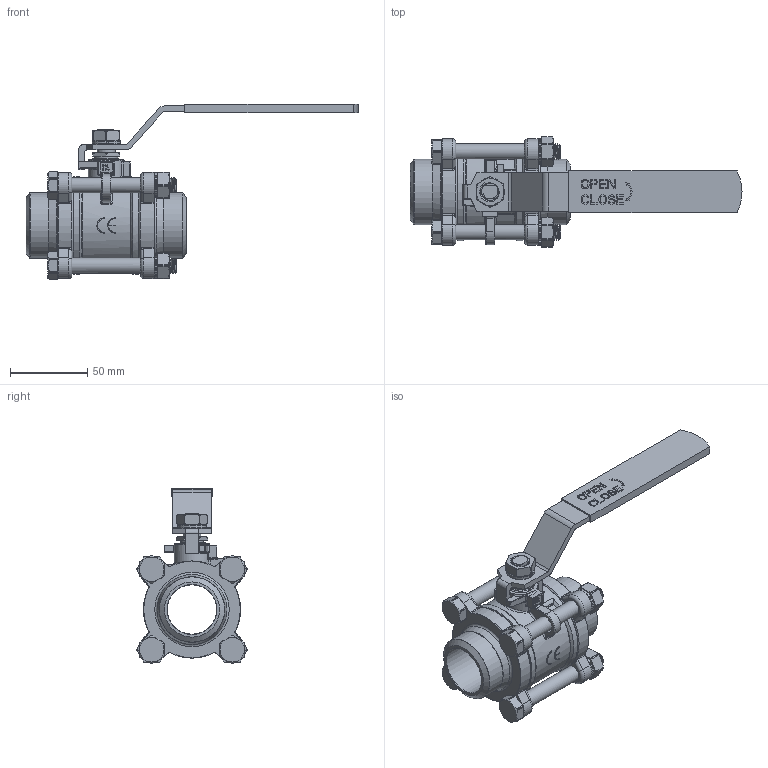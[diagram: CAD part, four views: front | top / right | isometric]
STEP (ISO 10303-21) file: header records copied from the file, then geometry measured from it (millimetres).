
FILE_DESCRIPTION((''),'2;1');
FILE_NAME('913-32.stp','2012-04-16T12:47:35',('gkl'),(''),'Autodesk Inventor 2012','Autodesk Inventor 2012','');
FILE_SCHEMA(('AUTOMOTIVE_DESIGN { 1 0 10303 214 1 1 1 1 }'));
Length unit declared in the file: millimetre
Products named in the file (1): 9132zh-3_asm
Bounding box: 215.3 x 71.4 x 113.64 mm (x, y, z)
Volume: 223735.2 mm3; surface area: 123161.5 mm2
Topology: 29 solids, 29 shells, 1747 faces, 4880 edges, 3237 vertices
Faces by surface type: plane 924, cylinder 454, bspline 187, torus 112, cone 42, sphere 28
Full cylindrical faces by diameter (mm): 10 x44, 10.5 x8, 11.5 x5, 12 x2, 14.3 x2, 14.5 x1, 14.848 x1, 16.2 x2, 16.32 x5, 32 x2, 32.1 x3, 42.5 x2, 44 x4, 51 x2, 53.4 x4, 58.7 x4, 60 x1, 63 x2
Entity records: 87423 total; most frequent: CARTESIAN_POINT 46608, ORIENTED_EDGE 9168, DIRECTION 7345, EDGE_CURVE 4584, VERTEX_POINT 3105, AXIS2_PLACEMENT_3D 2611, VECTOR 2123, LINE 2123
